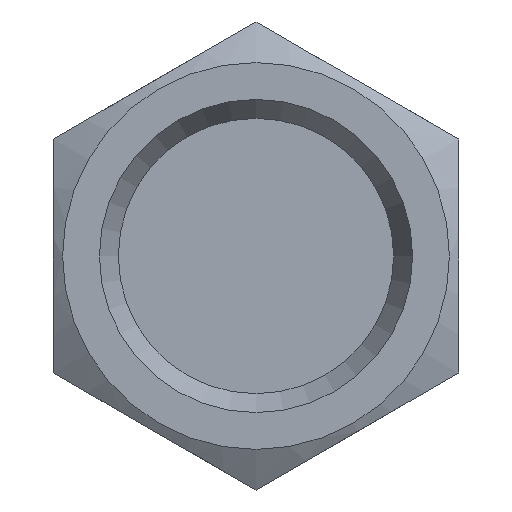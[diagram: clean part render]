
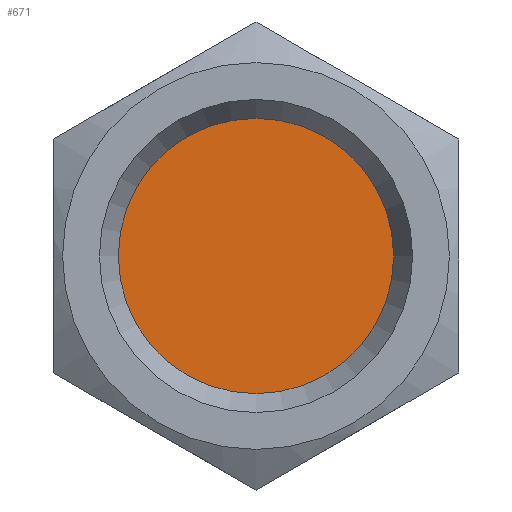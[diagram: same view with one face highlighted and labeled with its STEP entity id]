
A CAD part, front view. The second image highlights one B-rep face of the part: STEP entity #671.
In plain terms, the highlighted planar face has unit normal (0, -1, 0).
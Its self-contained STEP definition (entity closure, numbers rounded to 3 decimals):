
#182=ORIENTED_EDGE('',*,*,#235,.F.);
#235=EDGE_CURVE('',#275,#275,#298,.T.);
#275=VERTEX_POINT('',#1064);
#298=CIRCLE('',#734,7.475);
#347=EDGE_LOOP('',(#182));
#396=FACE_BOUND('',#347,.T.);
#413=PLANE('',#735);
#671=ADVANCED_FACE('',(#396),#413,.F.);
#734=AXIS2_PLACEMENT_3D('',#1063,#864,#865);
#735=AXIS2_PLACEMENT_3D('',#1065,#866,#867);
#864=DIRECTION('',(0.,1.,0.));
#865=DIRECTION('',(0.,0.,1.));
#866=DIRECTION('',(0.,1.,0.));
#867=DIRECTION('',(0.,0.,1.));
#1063=CARTESIAN_POINT('',(0.,-2.466,0.));
#1064=CARTESIAN_POINT('',(0.,-2.466,7.475));
#1065=CARTESIAN_POINT('',(0.,-2.466,8.217));
